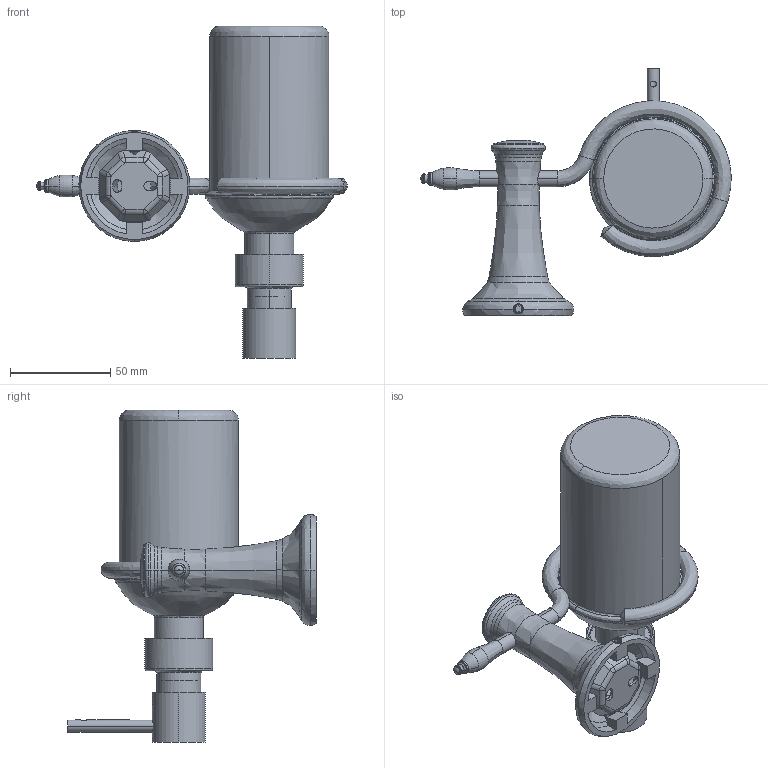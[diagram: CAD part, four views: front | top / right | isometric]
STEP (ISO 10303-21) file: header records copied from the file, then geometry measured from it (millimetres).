
FILE_DESCRIPTION (( 'STEP AP203' ), '1' );
FILE_NAME ('ARE34.stp', '2021-05-14T05:30:18', ( '' ), ( '' ), 'SwSTEP 2.0', 'SolidWorks 2021', '' );
FILE_SCHEMA (( 'CONFIG_CONTROL_DESIGN' ));
Length unit declared in the file: millimetre
Products named in the file (17): 17016_ASM; P285620; P565031; P565500; P235020; ZAOYEPING; P565031_2; P3-946720; P565040; PJA6650; L630-1A_ASM_2_ASM; P565500_2; L360B_AF0_1; 5X12; 5X12_2; ARE34; L630-1A_AF0_3
Assembly tree (16 placements, depth 4):
  ARE34
    P565500
    P565500_2
    P565031_2
    P565031
    P565040
    P235020
    5X12_2
    5X12
    P285620
    ZAOYEPING
    17016_ASM
      PJA6650
      P3-946720
      L630-1A_ASM_2_ASM
        L630-1A_AF0_3
        L360B_AF0_1
Bounding box: 155.25 x 124.06 x 166 mm (x, y, z)
Volume: 89455.7 mm3; surface area: 98538 mm2
Topology: 11 solids, 16 shells, 438 faces, 1092 edges, 697 vertices
Faces by surface type: cylinder 192, bspline 115, plane 100, cone 25, torus 6
Entity records: 23050 total; most frequent: CARTESIAN_POINT 11476, ORIENTED_EDGE 2146, DIRECTION 1919, EDGE_CURVE 1084, AXIS2_PLACEMENT_3D 779, VERTEX_POINT 697, EDGE_LOOP 487, ADVANCED_FACE 438
